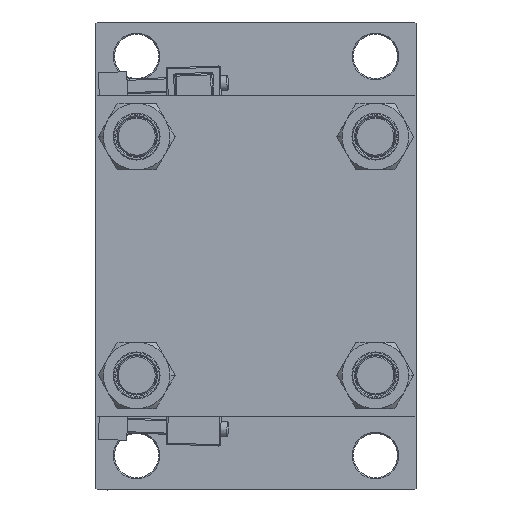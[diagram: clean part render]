
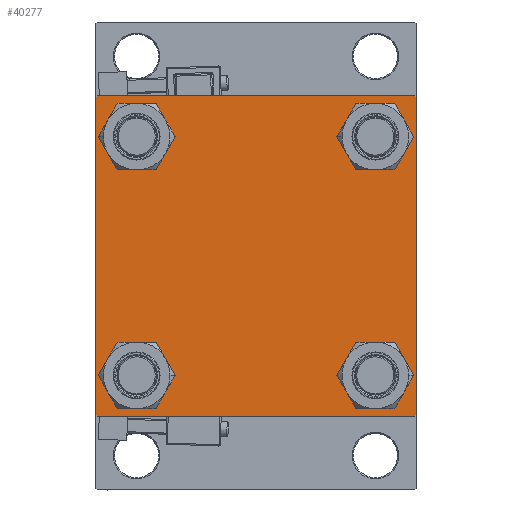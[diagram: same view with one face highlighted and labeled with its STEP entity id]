
A CAD part, left-side view. The second image highlights one B-rep face of the part: STEP entity #40277.
In plain terms, the highlighted planar face has unit normal (-1, 0, 0).
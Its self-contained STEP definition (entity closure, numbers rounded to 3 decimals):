
#443 = AXIS2_PLACEMENT_3D ( 'NONE', #11032, #37564, #18116 ) ;
#1205 = CIRCLE ( 'NONE', #29499, 8.5 ) ;
#2990 = LINE ( 'NONE', #37888, #30149 ) ;
#3192 = AXIS2_PLACEMENT_3D ( 'NONE', #14619, #38626, #37867 ) ;
#3265 = CIRCLE ( 'NONE', #26710, 8.5 ) ;
#3304 = VERTEX_POINT ( 'NONE', #23397 ) ;
#3353 = DIRECTION ( 'NONE',  ( 0., 0., 1. ) ) ;
#3679 = ORIENTED_EDGE ( 'NONE', *, *, #12870, .F. ) ;
#4276 = DIRECTION ( 'NONE',  ( 1., 0., 0. ) ) ;
#4705 = DIRECTION ( 'NONE',  ( 0., 0., 1. ) ) ;
#4944 = EDGE_CURVE ( 'NONE', #44397, #9575, #12406, .T. ) ;
#5091 = CARTESIAN_POINT ( 'NONE',  ( 0., -48.45, -48.45 ) ) ;
#5305 = DIRECTION ( 'NONE',  ( 0., 0., 1. ) ) ;
#5348 = VECTOR ( 'NONE', #47494, 1000. ) ;
#6105 = VERTEX_POINT ( 'NONE', #32904 ) ;
#6155 = EDGE_CURVE ( 'NONE', #28336, #18202, #39555, .T. ) ;
#6288 = CARTESIAN_POINT ( 'NONE',  ( 0., -48.45, -48.45 ) ) ;
#6637 = CARTESIAN_POINT ( 'NONE',  ( 0., 48.45, 48.45 ) ) ;
#6726 = FACE_BOUND ( 'NONE', #25615, .T. ) ;
#7100 = LINE ( 'NONE', #37950, #11215 ) ;
#7178 = CARTESIAN_POINT ( 'NONE',  ( 0., 64.5, 65. ) ) ;
#7490 = EDGE_CURVE ( 'NONE', #18202, #28336, #36336, .T. ) ;
#8461 = VERTEX_POINT ( 'NONE', #21619 ) ;
#8514 = LINE ( 'NONE', #42629, #28954 ) ;
#8628 = CARTESIAN_POINT ( 'NONE',  ( 0., 48.45, -39.95 ) ) ;
#8688 = ORIENTED_EDGE ( 'NONE', *, *, #36872, .T. ) ;
#8813 = CARTESIAN_POINT ( 'NONE',  ( 0., 48.45, 56.95 ) ) ;
#8830 = EDGE_CURVE ( 'NONE', #45782, #3304, #30649, .T. ) ;
#8845 = VECTOR ( 'NONE', #35390, 1000. ) ;
#9204 = VERTEX_POINT ( 'NONE', #19212 ) ;
#9575 = VERTEX_POINT ( 'NONE', #15479 ) ;
#10139 = EDGE_LOOP ( 'NONE', ( #42320, #17850 ) ) ;
#10182 = CARTESIAN_POINT ( 'NONE',  ( 0., -64.5, -65. ) ) ;
#10956 = EDGE_CURVE ( 'NONE', #21403, #27692, #3265, .T. ) ;
#11032 = CARTESIAN_POINT ( 'NONE',  ( 0., 0., 0. ) ) ;
#11215 = VECTOR ( 'NONE', #23051, 1000. ) ;
#12126 = EDGE_CURVE ( 'NONE', #25024, #41216, #27326, .T. ) ;
#12314 = DIRECTION ( 'NONE',  ( 1., 0., 0. ) ) ;
#12406 = LINE ( 'NONE', #27822, #8845 ) ;
#12870 = EDGE_CURVE ( 'NONE', #26921, #9204, #7100, .T. ) ;
#12915 = CARTESIAN_POINT ( 'NONE',  ( 0., 48.45, -48.45 ) ) ;
#13421 = DIRECTION ( 'NONE',  ( 0., -1., 0. ) ) ;
#14066 = EDGE_CURVE ( 'NONE', #45782, #44397, #35105, .T. ) ;
#14619 = CARTESIAN_POINT ( 'NONE',  ( 0., 48.45, -48.45 ) ) ;
#14683 = EDGE_CURVE ( 'NONE', #41216, #25024, #18382, .T. ) ;
#15274 = DIRECTION ( 'NONE',  ( 0., 0., 1. ) ) ;
#15472 = CARTESIAN_POINT ( 'NONE',  ( 0., 65., 65. ) ) ;
#15479 = CARTESIAN_POINT ( 'NONE',  ( 0., 65., -64.5 ) ) ;
#17682 = DIRECTION ( 'NONE',  ( 1., 0., 0. ) ) ;
#17850 = ORIENTED_EDGE ( 'NONE', *, *, #12126, .T. ) ;
#18082 = AXIS2_PLACEMENT_3D ( 'NONE', #29036, #47707, #47951 ) ;
#18116 = DIRECTION ( 'NONE',  ( 0., 0., 1. ) ) ;
#18202 = VERTEX_POINT ( 'NONE', #8628 ) ;
#18382 = CIRCLE ( 'NONE', #46620, 8.5 ) ;
#18767 = CARTESIAN_POINT ( 'NONE',  ( 0., -48.45, 56.95 ) ) ;
#18956 = DIRECTION ( 'NONE',  ( 0., 0., 1. ) ) ;
#19212 = CARTESIAN_POINT ( 'NONE',  ( 0., -65., -64.5 ) ) ;
#19350 = VECTOR ( 'NONE', #38225, 1000. ) ;
#19443 = CARTESIAN_POINT ( 'NONE',  ( 0., 48.45, 39.95 ) ) ;
#19647 = CARTESIAN_POINT ( 'NONE',  ( 0., -48.45, -39.95 ) ) ;
#19888 = CARTESIAN_POINT ( 'NONE',  ( 0., 48.45, 48.45 ) ) ;
#19912 = ORIENTED_EDGE ( 'NONE', *, *, #7490, .T. ) ;
#20992 = LINE ( 'NONE', #28814, #5348 ) ;
#21182 = ORIENTED_EDGE ( 'NONE', *, *, #34327, .T. ) ;
#21334 = CARTESIAN_POINT ( 'NONE',  ( 0., -65., 64.5 ) ) ;
#21403 = VERTEX_POINT ( 'NONE', #19443 ) ;
#21602 = ORIENTED_EDGE ( 'NONE', *, *, #30858, .T. ) ;
#21619 = CARTESIAN_POINT ( 'NONE',  ( 0., 64.5, -65. ) ) ;
#21674 = FACE_BOUND ( 'NONE', #43710, .T. ) ;
#22072 = DIRECTION ( 'NONE',  ( 1., 0., 0. ) ) ;
#22162 = FACE_OUTER_BOUND ( 'NONE', #45343, .T. ) ;
#23051 = DIRECTION ( 'NONE',  ( 0., 0., -1. ) ) ;
#23192 = DIRECTION ( 'NONE',  ( 0., 0.707, 0.707 ) ) ;
#23295 = CIRCLE ( 'NONE', #35373, 8.5 ) ;
#23397 = CARTESIAN_POINT ( 'NONE',  ( 0., -64.5, 65. ) ) ;
#24537 = DIRECTION ( 'NONE',  ( 1., 0., 0. ) ) ;
#25024 = VERTEX_POINT ( 'NONE', #49927 ) ;
#25615 = EDGE_LOOP ( 'NONE', ( #19912, #44878 ) ) ;
#26025 = CARTESIAN_POINT ( 'NONE',  ( 0., 48.45, -56.95 ) ) ;
#26710 = AXIS2_PLACEMENT_3D ( 'NONE', #6637, #22072, #3353 ) ;
#26921 = VERTEX_POINT ( 'NONE', #21334 ) ;
#27284 = DIRECTION ( 'NONE',  ( 0., 0.707, -0.707 ) ) ;
#27287 = VECTOR ( 'NONE', #27284, 1000. ) ;
#27326 = CIRCLE ( 'NONE', #33760, 8.5 ) ;
#27692 = VERTEX_POINT ( 'NONE', #8813 ) ;
#27822 = CARTESIAN_POINT ( 'NONE',  ( 0., 65., 65. ) ) ;
#27988 = VECTOR ( 'NONE', #13421, 1000. ) ;
#28106 = DIRECTION ( 'NONE',  ( 1., 0., 0. ) ) ;
#28336 = VERTEX_POINT ( 'NONE', #26025 ) ;
#28814 = CARTESIAN_POINT ( 'NONE',  ( 0., 64.75, -64.75 ) ) ;
#28954 = VECTOR ( 'NONE', #23192, 1000. ) ;
#29036 = CARTESIAN_POINT ( 'NONE',  ( 0., -48.45, 48.45 ) ) ;
#29499 = AXIS2_PLACEMENT_3D ( 'NONE', #38663, #4276, #18956 ) ;
#30149 = VECTOR ( 'NONE', #37141, 1000. ) ;
#30649 = LINE ( 'NONE', #15472, #19350 ) ;
#30858 = EDGE_CURVE ( 'NONE', #32648, #9204, #2990, .T. ) ;
#31064 = CARTESIAN_POINT ( 'NONE',  ( 0., 65., 64.5 ) ) ;
#31761 = EDGE_LOOP ( 'NONE', ( #41276, #21182 ) ) ;
#32057 = EDGE_CURVE ( 'NONE', #33894, #6105, #49508, .T. ) ;
#32648 = VERTEX_POINT ( 'NONE', #10182 ) ;
#32877 = LINE ( 'NONE', #36904, #27988 ) ;
#32904 = CARTESIAN_POINT ( 'NONE',  ( 0., -48.45, 39.95 ) ) ;
#33760 = AXIS2_PLACEMENT_3D ( 'NONE', #6288, #17682, #5305 ) ;
#33894 = VERTEX_POINT ( 'NONE', #18767 ) ;
#34327 = EDGE_CURVE ( 'NONE', #6105, #33894, #1205, .T. ) ;
#35105 = LINE ( 'NONE', #39657, #27287 ) ;
#35373 = AXIS2_PLACEMENT_3D ( 'NONE', #19888, #12314, #4705 ) ;
#35390 = DIRECTION ( 'NONE',  ( 0., 0., -1. ) ) ;
#36336 = CIRCLE ( 'NONE', #41983, 8.5 ) ;
#36872 = EDGE_CURVE ( 'NONE', #9575, #8461, #20992, .T. ) ;
#36904 = CARTESIAN_POINT ( 'NONE',  ( 0., 65., -65. ) ) ;
#37081 = FACE_BOUND ( 'NONE', #10139, .T. ) ;
#37141 = DIRECTION ( 'NONE',  ( 0., -0.707, 0.707 ) ) ;
#37324 = FACE_BOUND ( 'NONE', #31761, .T. ) ;
#37497 = ORIENTED_EDGE ( 'NONE', *, *, #42632, .T. ) ;
#37564 = DIRECTION ( 'NONE',  ( -1., 0., 0. ) ) ;
#37644 = ORIENTED_EDGE ( 'NONE', *, *, #8830, .F. ) ;
#37867 = DIRECTION ( 'NONE',  ( 0., 0., 1. ) ) ;
#37888 = CARTESIAN_POINT ( 'NONE',  ( 0., -64.75, -64.75 ) ) ;
#37950 = CARTESIAN_POINT ( 'NONE',  ( 0., -65., 65. ) ) ;
#38225 = DIRECTION ( 'NONE',  ( 0., -1., 0. ) ) ;
#38626 = DIRECTION ( 'NONE',  ( 1., 0., 0. ) ) ;
#38663 = CARTESIAN_POINT ( 'NONE',  ( 0., -48.45, 48.45 ) ) ;
#39166 = ORIENTED_EDGE ( 'NONE', *, *, #14066, .T. ) ;
#39555 = CIRCLE ( 'NONE', #3192, 8.5 ) ;
#39562 = ORIENTED_EDGE ( 'NONE', *, *, #45647, .T. ) ;
#39657 = CARTESIAN_POINT ( 'NONE',  ( 0., 64.75, 64.75 ) ) ;
#39747 = ORIENTED_EDGE ( 'NONE', *, *, #4944, .T. ) ;
#40107 = ORIENTED_EDGE ( 'NONE', *, *, #46509, .T. ) ;
#40277 = ADVANCED_FACE ( 'NONE', ( #37324, #37081, #6726, #21674, #22162 ), #48686, .T. ) ;
#41216 = VERTEX_POINT ( 'NONE', #19647 ) ;
#41276 = ORIENTED_EDGE ( 'NONE', *, *, #32057, .T. ) ;
#41983 = AXIS2_PLACEMENT_3D ( 'NONE', #12915, #24537, #44463 ) ;
#42320 = ORIENTED_EDGE ( 'NONE', *, *, #14683, .T. ) ;
#42629 = CARTESIAN_POINT ( 'NONE',  ( 0., -64.75, 64.75 ) ) ;
#42632 = EDGE_CURVE ( 'NONE', #8461, #32648, #32877, .T. ) ;
#43710 = EDGE_LOOP ( 'NONE', ( #39562, #44590 ) ) ;
#44397 = VERTEX_POINT ( 'NONE', #31064 ) ;
#44463 = DIRECTION ( 'NONE',  ( 0., 0., 1. ) ) ;
#44590 = ORIENTED_EDGE ( 'NONE', *, *, #10956, .T. ) ;
#44878 = ORIENTED_EDGE ( 'NONE', *, *, #6155, .T. ) ;
#45343 = EDGE_LOOP ( 'NONE', ( #39747, #8688, #37497, #21602, #3679, #40107, #37644, #39166 ) ) ;
#45647 = EDGE_CURVE ( 'NONE', #27692, #21403, #23295, .T. ) ;
#45782 = VERTEX_POINT ( 'NONE', #7178 ) ;
#46509 = EDGE_CURVE ( 'NONE', #26921, #3304, #8514, .T. ) ;
#46620 = AXIS2_PLACEMENT_3D ( 'NONE', #5091, #28106, #15274 ) ;
#47494 = DIRECTION ( 'NONE',  ( 0., -0.707, -0.707 ) ) ;
#47707 = DIRECTION ( 'NONE',  ( 1., 0., 0. ) ) ;
#47951 = DIRECTION ( 'NONE',  ( 0., 0., 1. ) ) ;
#48686 = PLANE ( 'NONE',  #443 ) ;
#49508 = CIRCLE ( 'NONE', #18082, 8.5 ) ;
#49927 = CARTESIAN_POINT ( 'NONE',  ( 0., -48.45, -56.95 ) ) ;
